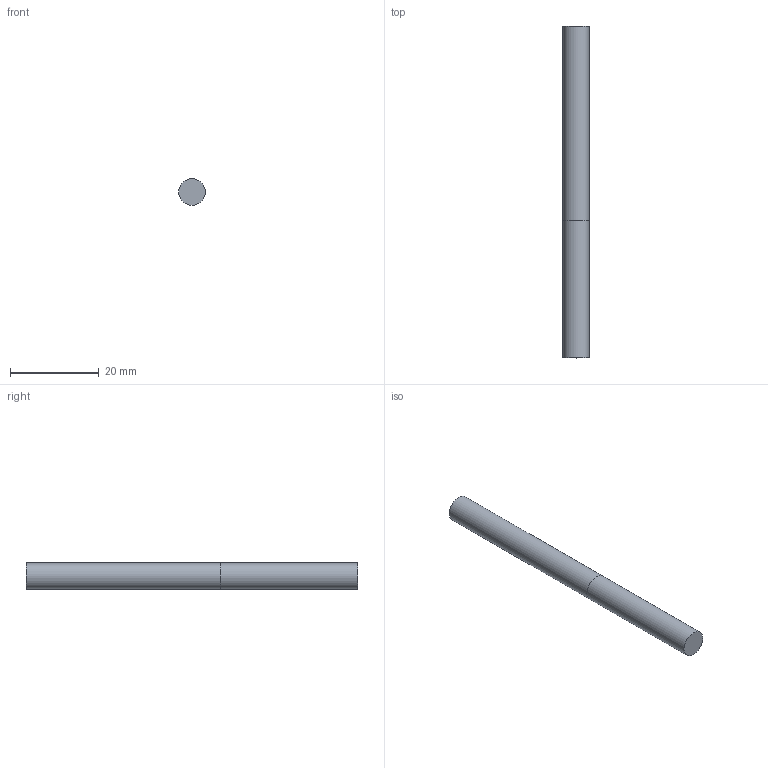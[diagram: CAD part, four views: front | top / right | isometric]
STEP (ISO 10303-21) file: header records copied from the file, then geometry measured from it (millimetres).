
FILE_DESCRIPTION(('OPEN MIND Model'),'2;1');
FILE_NAME('OPEN MIND Shape Model','2021-02-25T12:26:00',('Author'),( 'hyperCAD-S '),'hyperCAD-S STEP processor 6.6','hyperCAD-S 1.0' ,'Unknown');
FILE_SCHEMA(('AUTOMOTIVE_DESIGN { 1 2 10303 214 -1 1 5 4 }'));
Length unit declared in the file: millimetre
Products named in the file (10): Product 1; Product 1.1; Product 1.2; Product 1.3; Product 1.4; Product 1.5; Product 1.6; Product 1.7; Product 1.8; Product 1.9
Assembly tree (9 placements, depth 2):
  Product 1
    Product 1.1
    Product 1.2
    Product 1.3
    Product 1.4
    Product 1.5
    Product 1.6
    Product 1.7
    Product 1.8
    Product 1.9
Bounding box: 6 x 75 x 6 mm (x, y, z)
Surface area: 2940.5 mm2
Topology: 2 solids, 2 shells, 8 faces, 18 edges, 22 vertices
Faces by surface type: plane 4, cylinder 4
Full cylindrical faces by diameter (mm): 6 x4
Entity records: 574 total; most frequent: DIRECTION 80, CARTESIAN_POINT 78, LINE 28, VECTOR 28, AXIS2_PLACEMENT_3D 24, ORIENTED_EDGE 20, PCURVE 20, DEFINITIONAL_REPRESENTATION 20
